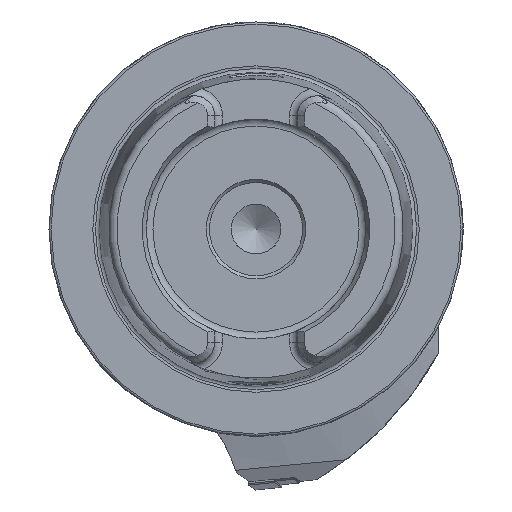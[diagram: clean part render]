
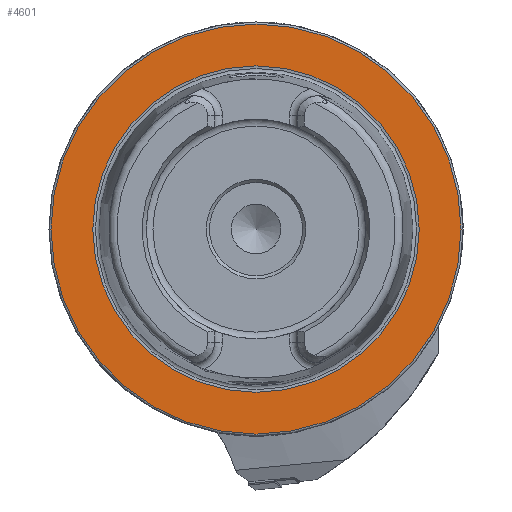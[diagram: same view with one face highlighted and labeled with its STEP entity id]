
A CAD part, left-side view. The second image highlights one B-rep face of the part: STEP entity #4601.
In plain terms, the highlighted planar face has unit normal (-1, 0, 0).
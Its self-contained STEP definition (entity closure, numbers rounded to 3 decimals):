
#215 = CARTESIAN_POINT ( 'NONE',  ( 0., 0., 49.5 ) ) ;
#509 = EDGE_CURVE ( 'NONE', #5766, #5766, #8382, .T. ) ;
#2472 = CARTESIAN_POINT ( 'NONE',  ( 0., 0., 0. ) ) ;
#3360 = DIRECTION ( 'NONE',  ( 1., 0., 0. ) ) ;
#4601 = ADVANCED_FACE ( 'NONE', ( #5600, #5232 ), #7883, .F. ) ;
#4746 = ORIENTED_EDGE ( 'NONE', *, *, #5486, .F. ) ;
#5232 = FACE_OUTER_BOUND ( 'NONE', #11255, .T. ) ;
#5486 = EDGE_CURVE ( 'NONE', #14772, #14772, #8789, .T. ) ;
#5600 = FACE_BOUND ( 'NONE', #9864, .T. ) ;
#5623 = DIRECTION ( 'NONE',  ( 0., 0., -1. ) ) ;
#5766 = VERTEX_POINT ( 'NONE', #215 ) ;
#6214 = AXIS2_PLACEMENT_3D ( 'NONE', #12562, #3360, #5623 ) ;
#6302 = DIRECTION ( 'NONE',  ( 0., 0., 1. ) ) ;
#6869 = ORIENTED_EDGE ( 'NONE', *, *, #509, .T. ) ;
#6953 = DIRECTION ( 'NONE',  ( -1., 0., 0. ) ) ;
#7668 = AXIS2_PLACEMENT_3D ( 'NONE', #8596, #9718, #6302 ) ;
#7883 = PLANE ( 'NONE',  #6214 ) ;
#8382 = CIRCLE ( 'NONE', #12865, 49.5 ) ;
#8596 = CARTESIAN_POINT ( 'NONE',  ( 0., 0., 0. ) ) ;
#8789 = CIRCLE ( 'NONE', #7668, 39.405 ) ;
#9298 = DIRECTION ( 'NONE',  ( 0., 0., 1. ) ) ;
#9701 = CARTESIAN_POINT ( 'NONE',  ( 0., 0., 39.405 ) ) ;
#9718 = DIRECTION ( 'NONE',  ( -1., 0., 0. ) ) ;
#9864 = EDGE_LOOP ( 'NONE', ( #4746 ) ) ;
#11255 = EDGE_LOOP ( 'NONE', ( #6869 ) ) ;
#12562 = CARTESIAN_POINT ( 'NONE',  ( 0., 49.5, 0. ) ) ;
#12865 = AXIS2_PLACEMENT_3D ( 'NONE', #2472, #6953, #9298 ) ;
#14772 = VERTEX_POINT ( 'NONE', #9701 ) ;
